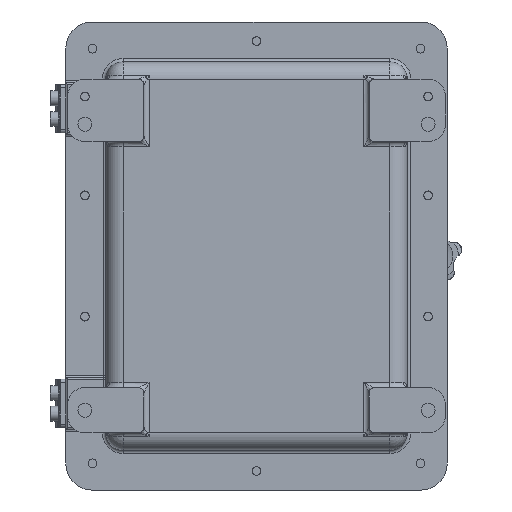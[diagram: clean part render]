
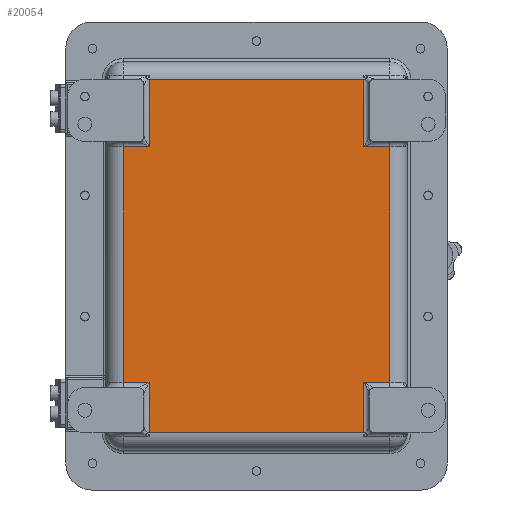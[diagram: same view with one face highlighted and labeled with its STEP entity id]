
A CAD part, front view. The second image highlights one B-rep face of the part: STEP entity #20054.
In plain terms, the highlighted planar face has unit normal (0, -1, 0).
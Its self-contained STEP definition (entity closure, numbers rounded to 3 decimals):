
#1009 = DIRECTION ( 'NONE',  ( 0., 0., 1. ) ) ;
#1455 = CARTESIAN_POINT ( 'NONE',  ( -77., 0., -76. ) ) ;
#2039 = DIRECTION ( 'NONE',  ( 1., 0., 0. ) ) ;
#3036 = CARTESIAN_POINT ( 'NONE',  ( -62., 0., 63. ) ) ;
#3718 = CARTESIAN_POINT ( 'NONE',  ( 62., 0., -102. ) ) ;
#4941 = VERTEX_POINT ( 'NONE', #3036 ) ;
#5146 = CARTESIAN_POINT ( 'NONE',  ( 77., 0., -73. ) ) ;
#5862 = LINE ( 'NONE', #42937, #28971 ) ;
#6275 = CARTESIAN_POINT ( 'NONE',  ( 65., 0., 63. ) ) ;
#6443 = VECTOR ( 'NONE', #45914, 1000. ) ;
#7316 = LINE ( 'NONE', #33229, #25292 ) ;
#7442 = CARTESIAN_POINT ( 'NONE',  ( 81., 0., 106. ) ) ;
#7700 = EDGE_CURVE ( 'NONE', #32833, #8373, #7316, .T. ) ;
#8373 = VERTEX_POINT ( 'NONE', #28457 ) ;
#8524 = DIRECTION ( 'NONE',  ( 0., 1., 0. ) ) ;
#8583 = CARTESIAN_POINT ( 'NONE',  ( -62., 0., -73. ) ) ;
#9489 = VECTOR ( 'NONE', #1009, 1000. ) ;
#10082 = EDGE_CURVE ( 'NONE', #53210, #19532, #22483, .T. ) ;
#10434 = DIRECTION ( 'NONE',  ( -1., 0., 0. ) ) ;
#11574 = VECTOR ( 'NONE', #37893, 1000. ) ;
#12311 = ORIENTED_EDGE ( 'NONE', *, *, #50069, .T. ) ;
#12463 = ORIENTED_EDGE ( 'NONE', *, *, #22097, .T. ) ;
#12464 = DIRECTION ( 'NONE',  ( 0., 0., -1. ) ) ;
#12694 = LINE ( 'NONE', #17534, #9489 ) ;
#12817 = EDGE_CURVE ( 'NONE', #27961, #51802, #12694, .T. ) ;
#13984 = VERTEX_POINT ( 'NONE', #29370 ) ;
#14749 = LINE ( 'NONE', #6275, #30122 ) ;
#15855 = CARTESIAN_POINT ( 'NONE',  ( 81., 0., -73. ) ) ;
#16815 = VECTOR ( 'NONE', #45876, 1000. ) ;
#16922 = ORIENTED_EDGE ( 'NONE', *, *, #49345, .T. ) ;
#17534 = CARTESIAN_POINT ( 'NONE',  ( 77., 0., 66. ) ) ;
#18552 = ORIENTED_EDGE ( 'NONE', *, *, #35389, .T. ) ;
#18802 = AXIS2_PLACEMENT_3D ( 'NONE', #7442, #8524, #29152 ) ;
#19532 = VERTEX_POINT ( 'NONE', #48528 ) ;
#20054 = ADVANCED_FACE ( 'NONE', ( #48897 ), #27704, .F. ) ;
#20477 = DIRECTION ( 'NONE',  ( 1., 0., 0. ) ) ;
#21166 = VECTOR ( 'NONE', #52861, 1000. ) ;
#21607 = CARTESIAN_POINT ( 'NONE',  ( -77., 0., 63. ) ) ;
#22097 = EDGE_CURVE ( 'NONE', #4941, #53210, #47171, .T. ) ;
#22483 = LINE ( 'NONE', #1455, #11574 ) ;
#23301 = ORIENTED_EDGE ( 'NONE', *, *, #34455, .T. ) ;
#23676 = LINE ( 'NONE', #15855, #21166 ) ;
#24382 = CARTESIAN_POINT ( 'NONE',  ( 77., 0., -102. ) ) ;
#25084 = LINE ( 'NONE', #49327, #6443 ) ;
#25292 = VECTOR ( 'NONE', #30516, 1000. ) ;
#25750 = DIRECTION ( 'NONE',  ( 0., 0., -1. ) ) ;
#26490 = EDGE_CURVE ( 'NONE', #51802, #28278, #14749, .T. ) ;
#26770 = VERTEX_POINT ( 'NONE', #3718 ) ;
#27184 = ORIENTED_EDGE ( 'NONE', *, *, #44952, .T. ) ;
#27704 = PLANE ( 'NONE',  #18802 ) ;
#27961 = VERTEX_POINT ( 'NONE', #5146 ) ;
#27973 = CARTESIAN_POINT ( 'NONE',  ( -62., 0., -102. ) ) ;
#28278 = VERTEX_POINT ( 'NONE', #52518 ) ;
#28395 = ORIENTED_EDGE ( 'NONE', *, *, #26490, .T. ) ;
#28457 = CARTESIAN_POINT ( 'NONE',  ( -62., 0., 102. ) ) ;
#28971 = VECTOR ( 'NONE', #2039, 1000. ) ;
#29152 = DIRECTION ( 'NONE',  ( 0., 0., 1. ) ) ;
#29185 = DIRECTION ( 'NONE',  ( -1., 0., 0. ) ) ;
#29370 = CARTESIAN_POINT ( 'NONE',  ( 62., 0., -73. ) ) ;
#30122 = VECTOR ( 'NONE', #10434, 1000. ) ;
#30516 = DIRECTION ( 'NONE',  ( -1., 0., 0. ) ) ;
#30640 = EDGE_CURVE ( 'NONE', #45587, #26770, #39966, .T. ) ;
#30904 = ORIENTED_EDGE ( 'NONE', *, *, #7700, .T. ) ;
#32833 = VERTEX_POINT ( 'NONE', #41565 ) ;
#32844 = VERTEX_POINT ( 'NONE', #8583 ) ;
#32917 = VECTOR ( 'NONE', #20477, 1000. ) ;
#33229 = CARTESIAN_POINT ( 'NONE',  ( -77., 0., 102. ) ) ;
#34455 = EDGE_CURVE ( 'NONE', #8373, #4941, #52280, .T. ) ;
#34468 = LINE ( 'NONE', #50060, #35750 ) ;
#35389 = EDGE_CURVE ( 'NONE', #28278, #32833, #25084, .T. ) ;
#35629 = EDGE_LOOP ( 'NONE', ( #43204, #27184, #47447, #12311, #16922, #49160, #28395, #18552, #30904, #23301, #12463, #43897 ) ) ;
#35750 = VECTOR ( 'NONE', #25750, 1000. ) ;
#36041 = LINE ( 'NONE', #45505, #16815 ) ;
#36894 = CARTESIAN_POINT ( 'NONE',  ( -62., 0., 106. ) ) ;
#37289 = CARTESIAN_POINT ( 'NONE',  ( 81., 0., 63. ) ) ;
#37893 = DIRECTION ( 'NONE',  ( 0., 0., -1. ) ) ;
#39966 = LINE ( 'NONE', #24382, #32917 ) ;
#41565 = CARTESIAN_POINT ( 'NONE',  ( 62., 0., 102. ) ) ;
#42937 = CARTESIAN_POINT ( 'NONE',  ( -65., 0., -73. ) ) ;
#43204 = ORIENTED_EDGE ( 'NONE', *, *, #50238, .T. ) ;
#43897 = ORIENTED_EDGE ( 'NONE', *, *, #10082, .T. ) ;
#44952 = EDGE_CURVE ( 'NONE', #32844, #45587, #34468, .T. ) ;
#45505 = CARTESIAN_POINT ( 'NONE',  ( 62., 0., -76. ) ) ;
#45587 = VERTEX_POINT ( 'NONE', #27973 ) ;
#45876 = DIRECTION ( 'NONE',  ( 0., 0., 1. ) ) ;
#45914 = DIRECTION ( 'NONE',  ( 0., 0., 1. ) ) ;
#47171 = LINE ( 'NONE', #37289, #50406 ) ;
#47447 = ORIENTED_EDGE ( 'NONE', *, *, #30640, .T. ) ;
#48528 = CARTESIAN_POINT ( 'NONE',  ( -77., 0., -73. ) ) ;
#48897 = FACE_OUTER_BOUND ( 'NONE', #35629, .T. ) ;
#49160 = ORIENTED_EDGE ( 'NONE', *, *, #12817, .T. ) ;
#49327 = CARTESIAN_POINT ( 'NONE',  ( 62., 0., 106. ) ) ;
#49345 = EDGE_CURVE ( 'NONE', #13984, #27961, #23676, .T. ) ;
#50060 = CARTESIAN_POINT ( 'NONE',  ( -62., 0., -102. ) ) ;
#50069 = EDGE_CURVE ( 'NONE', #26770, #13984, #36041, .T. ) ;
#50238 = EDGE_CURVE ( 'NONE', #19532, #32844, #5862, .T. ) ;
#50406 = VECTOR ( 'NONE', #29185, 1000. ) ;
#51006 = VECTOR ( 'NONE', #12464, 1000. ) ;
#51802 = VERTEX_POINT ( 'NONE', #52313 ) ;
#52280 = LINE ( 'NONE', #36894, #51006 ) ;
#52313 = CARTESIAN_POINT ( 'NONE',  ( 77., 0., 63. ) ) ;
#52518 = CARTESIAN_POINT ( 'NONE',  ( 62., 0., 63. ) ) ;
#52861 = DIRECTION ( 'NONE',  ( 1., 0., 0. ) ) ;
#53210 = VERTEX_POINT ( 'NONE', #21607 ) ;
